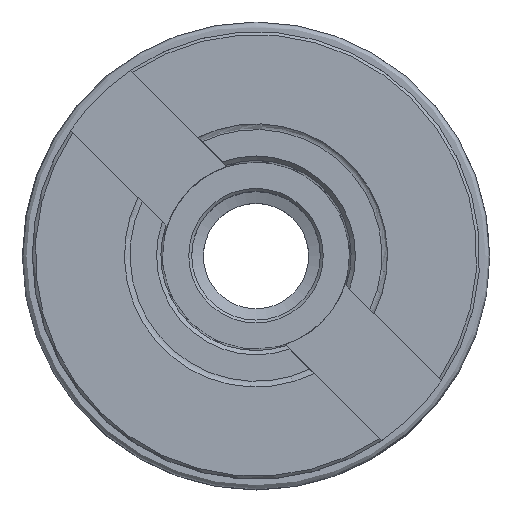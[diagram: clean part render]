
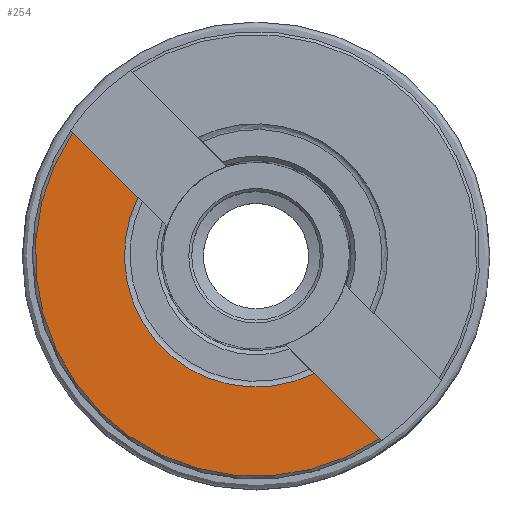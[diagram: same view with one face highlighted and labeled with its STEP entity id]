
A CAD part, top view. The second image highlights one B-rep face of the part: STEP entity #254.
In plain terms, the highlighted planar face has unit normal (0, 0, 1).
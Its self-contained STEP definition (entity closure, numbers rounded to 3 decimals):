
#129=FACE_OUTER_BOUND('',#404,.T.);
#145=LINE('',#1947,#161);
#146=LINE('',#1951,#162);
#161=VECTOR('',#1290,1.);
#162=VECTOR('',#1293,1.);
#178=PLANE('',#1134);
#254=ADVANCED_FACE('',(#129),#178,.T.);
#404=EDGE_LOOP('',(#474,#475,#476,#477));
#474=ORIENTED_EDGE('',*,*,#681,.T.);
#475=ORIENTED_EDGE('',*,*,#682,.T.);
#476=ORIENTED_EDGE('',*,*,#683,.F.);
#477=ORIENTED_EDGE('',*,*,#684,.T.);
#623=VERTEX_POINT('',#1945);
#624=VERTEX_POINT('',#1946);
#625=VERTEX_POINT('',#1948);
#626=VERTEX_POINT('',#1950);
#681=EDGE_CURVE('',#623,#624,#755,.T.);
#682=EDGE_CURVE('',#624,#625,#145,.T.);
#683=EDGE_CURVE('',#626,#625,#756,.T.);
#684=EDGE_CURVE('',#626,#623,#146,.T.);
#755=CIRCLE('',#1132,37.75);
#756=CIRCLE('',#1133,22.5);
#1132=AXIS2_PLACEMENT_3D('',#1944,#1288,#1289);
#1133=AXIS2_PLACEMENT_3D('',#1949,#1291,#1292);
#1134=AXIS2_PLACEMENT_3D('',#1952,#1294,#1295);
#1288=DIRECTION('',(0.,0.,1.));
#1289=DIRECTION('',(-1.,0.,0.));
#1290=DIRECTION('',(-0.707,0.707,0.));
#1291=DIRECTION('',(0.,0.,1.));
#1292=DIRECTION('',(-1.,0.,0.));
#1293=DIRECTION('',(-0.707,0.707,0.));
#1294=DIRECTION('',(0.,0.,1.));
#1295=DIRECTION('',(-1.,0.,0.));
#1944=CARTESIAN_POINT('',(0.,0.,0.));
#1945=CARTESIAN_POINT('',(-31.31,21.089,0.));
#1946=CARTESIAN_POINT('',(21.089,-31.31,0.));
#1947=CARTESIAN_POINT('',(-5.111,-5.111,0.));
#1948=CARTESIAN_POINT('',(9.956,-20.177,0.));
#1949=CARTESIAN_POINT('',(0.,0.,0.));
#1950=CARTESIAN_POINT('',(-20.177,9.956,0.));
#1951=CARTESIAN_POINT('',(-47.007,36.785,0.));
#1952=CARTESIAN_POINT('',(0.,0.,0.));
